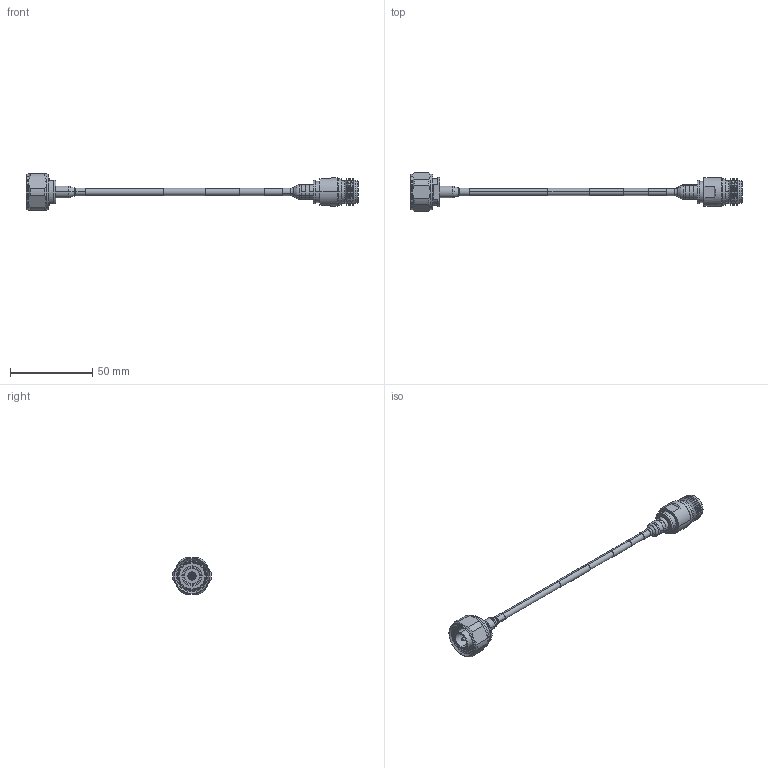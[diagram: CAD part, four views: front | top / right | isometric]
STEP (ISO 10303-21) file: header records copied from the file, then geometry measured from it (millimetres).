
FILE_DESCRIPTION (( 'STEP AP214' ), '1' );
FILE_NAME ('FMCA2476_3D.step', '2024-07-18T18:16:38', ( '' ), ( '' ), 'SwSTEP 2.0', 'SolidWorks 2022', '' );
FILE_SCHEMA (( 'AUTOMOTIVE_DESIGN' ));
Length unit declared in the file: inch
Products named in the file (6): FMCA2476_3D; Copy of TC-402-NF-LP-PE^FMCA2476; Copy of TFT-402-LF^FMCA2476_LABEL PE+FM; Copy of TFT-402-MA1^FMCA2476_1.5; Copy of TC-402-4195M-LP-PE^FMCA2476; Copy of TFT-402-MA1^FMCA2476
Assembly tree (5 placements, depth 2):
  FMCA2476_3D
    Copy of TFT-402-LF^FMCA2476_LABEL PE+FM
    Copy of TC-402-4195M-LP-PE^FMCA2476
    Copy of TFT-402-MA1^FMCA2476
    Copy of TFT-402-MA1^FMCA2476_1.5
    Copy of TC-402-NF-LP-PE^FMCA2476
Bounding box: 201.63 x 23.46 x 22 mm (x, y, z)
Volume: 11675.2 mm3; surface area: 11598.9 mm2
Topology: 8 solids, 8 shells, 360 faces, 759 edges, 444 vertices
Faces by surface type: cylinder 125, cone 118, plane 71, torus 46
Entity records: 10631 total; most frequent: CARTESIAN_POINT 2247, DIRECTION 1880, ORIENTED_EDGE 1518, AXIS2_PLACEMENT_3D 791, EDGE_CURVE 759, VERTEX_POINT 444, CIRCLE 423, EDGE_LOOP 401
